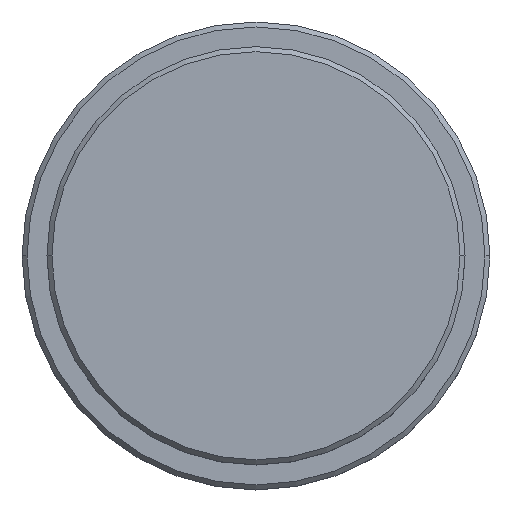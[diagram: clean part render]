
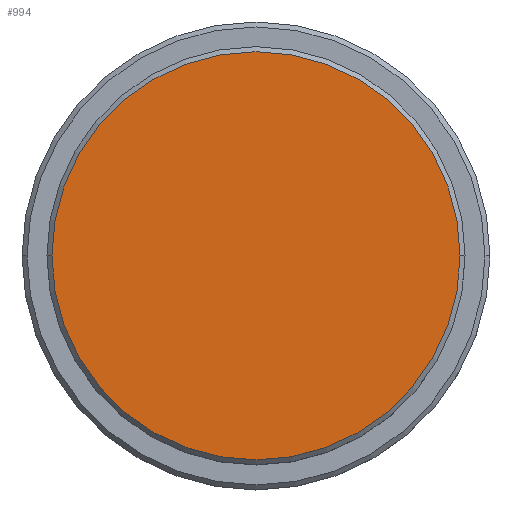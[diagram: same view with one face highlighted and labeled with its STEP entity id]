
A CAD part, top view. The second image highlights one B-rep face of the part: STEP entity #994.
In plain terms, the highlighted planar face has unit normal (0, 0, 1).
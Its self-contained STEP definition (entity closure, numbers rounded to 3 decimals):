
#113 = CARTESIAN_POINT ( 'NONE',  ( 0., 0., 0. ) ) ;
#140 = CARTESIAN_POINT ( 'NONE',  ( 0., 0., 0. ) ) ;
#221 = VERTEX_POINT ( 'NONE', #1320 ) ;
#287 = DIRECTION ( 'NONE',  ( 0., 0., 1. ) ) ;
#314 = CIRCLE ( 'NONE', #452, 20.5 ) ;
#353 = DIRECTION ( 'NONE',  ( 0., 0., 1. ) ) ;
#398 = FACE_OUTER_BOUND ( 'NONE', #702, .T. ) ;
#418 = DIRECTION ( 'NONE',  ( 1., 0., 0. ) ) ;
#452 = AXIS2_PLACEMENT_3D ( 'NONE', #140, #353, #485 ) ;
#485 = DIRECTION ( 'NONE',  ( 1., 0., 0. ) ) ;
#702 = EDGE_LOOP ( 'NONE', ( #1116, #1351 ) ) ;
#720 = CIRCLE ( 'NONE', #761, 20.5 ) ;
#724 = EDGE_CURVE ( 'NONE', #1358, #221, #720, .T. ) ;
#761 = AXIS2_PLACEMENT_3D ( 'NONE', #113, #1331, #1099 ) ;
#933 = AXIS2_PLACEMENT_3D ( 'NONE', #1265, #287, #418 ) ;
#938 = CARTESIAN_POINT ( 'NONE',  ( 20.5, 0., 0. ) ) ;
#994 = ADVANCED_FACE ( 'NONE', ( #398 ), #1397, .T. ) ;
#1099 = DIRECTION ( 'NONE',  ( 1., 0., 0. ) ) ;
#1116 = ORIENTED_EDGE ( 'NONE', *, *, #1208, .T. ) ;
#1208 = EDGE_CURVE ( 'NONE', #221, #1358, #314, .T. ) ;
#1265 = CARTESIAN_POINT ( 'NONE',  ( 0., 0., 0. ) ) ;
#1320 = CARTESIAN_POINT ( 'NONE',  ( -20.5, 0., 0. ) ) ;
#1331 = DIRECTION ( 'NONE',  ( 0., 0., 1. ) ) ;
#1351 = ORIENTED_EDGE ( 'NONE', *, *, #724, .T. ) ;
#1358 = VERTEX_POINT ( 'NONE', #938 ) ;
#1397 = PLANE ( 'NONE',  #933 ) ;
